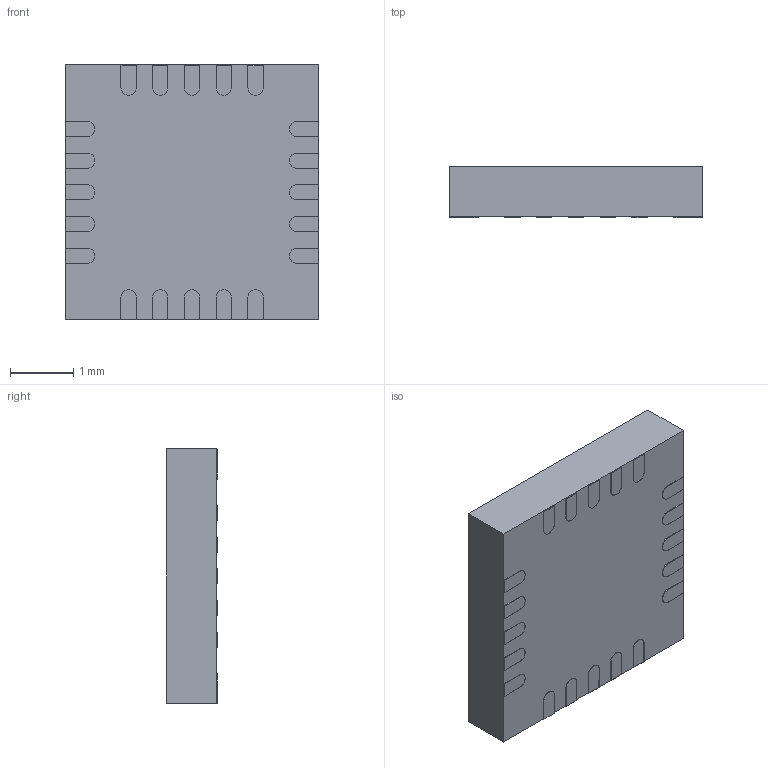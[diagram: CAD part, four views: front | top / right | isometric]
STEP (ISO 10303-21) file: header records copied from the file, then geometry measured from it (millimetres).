
FILE_DESCRIPTION (( 'STEP AP214' ), '1' );
FILE_NAME ( 'QFN50P400X400X80-21N.step', '2020-1-11T0:9:59', ( '' ), ( '' ), 'EDABuilder', 'EMA Design Automation', '' );
FILE_SCHEMA (( 'AUTOMOTIVE_DESIGN' ));
Length unit declared in the file: millimetre
Products named in the file (1): face1_BC
Bounding box: 4 x 0.8 x 4.01 mm (x, y, z)
Volume: 12.7 mm3; surface area: 49.7 mm2
Topology: 22 solids, 22 shells, 129 faces, 255 edges, 170 vertices
Faces by surface type: plane 108, cylinder 21
Full cylindrical faces by diameter (mm): 0.498 x1
Entity records: 3456 total; most frequent: DIRECTION 600, CARTESIAN_POINT 576, ORIENTED_EDGE 508, EDGE_CURVE 254, LINE 212, VECTOR 212, AXIS2_PLACEMENT_3D 194, VERTEX_POINT 170
